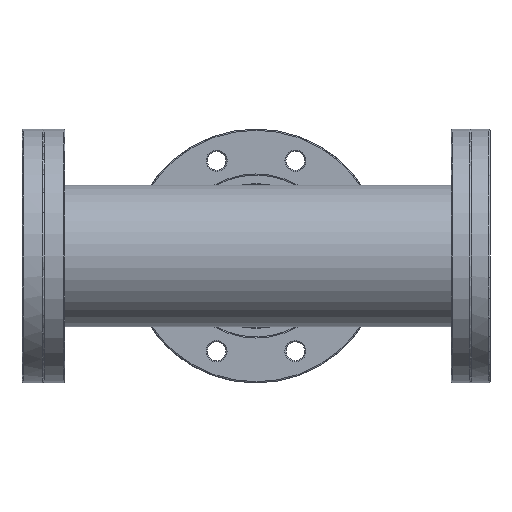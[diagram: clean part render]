
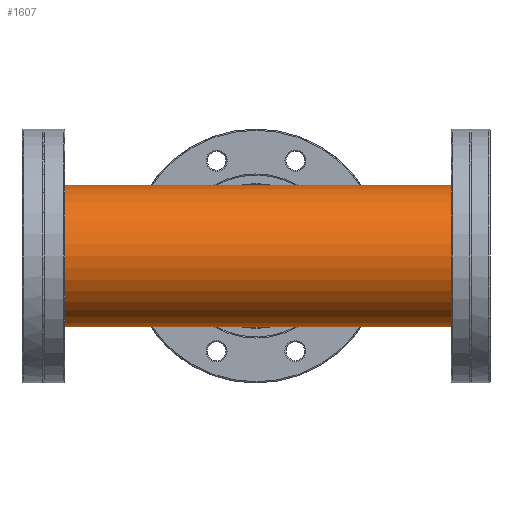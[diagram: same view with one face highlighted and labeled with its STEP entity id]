
A CAD part, front view. The second image highlights one B-rep face of the part: STEP entity #1607.
In plain terms, the highlighted cylindrical face has radius 31.75 mm (diameter 63.5 mm), a full revolution.
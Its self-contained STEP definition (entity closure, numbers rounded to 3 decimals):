
#188=FACE_BOUND('',#626,.T.);
#189=FACE_BOUND('',#627,.T.);
#315=CIRCLE('',#1743,31.75);
#316=CIRCLE('',#1745,31.75);
#454=CYLINDRICAL_SURFACE('',#1744,31.75);
#496=FACE_OUTER_BOUND('',#625,.T.);
#625=EDGE_LOOP('',(#1240));
#626=EDGE_LOOP('',(#1241,#1242));
#627=EDGE_LOOP('',(#1243));
#867=ELLIPSE('',#1736,45.614,31.75);
#869=ELLIPSE('',#1738,45.614,31.75);
#875=VERTEX_POINT('',#2732);
#876=VERTEX_POINT('',#2733);
#878=VERTEX_POINT('',#2793);
#879=VERTEX_POINT('',#2796);
#1038=EDGE_CURVE('',#876,#875,#867,.T.);
#1040=EDGE_CURVE('',#875,#876,#869,.T.);
#1042=EDGE_CURVE('',#878,#878,#315,.T.);
#1043=EDGE_CURVE('',#879,#879,#316,.T.);
#1240=ORIENTED_EDGE('',*,*,#1042,.T.);
#1241=ORIENTED_EDGE('',*,*,#1038,.F.);
#1242=ORIENTED_EDGE('',*,*,#1040,.F.);
#1243=ORIENTED_EDGE('',*,*,#1043,.F.);
#1607=ADVANCED_FACE('',(#496,#188,#189),#454,.T.);
#1736=AXIS2_PLACEMENT_3D('',#2735,#2025,#2026);
#1738=AXIS2_PLACEMENT_3D('',#2787,#2029,#2030);
#1743=AXIS2_PLACEMENT_3D('',#2794,#2039,#2040);
#1744=AXIS2_PLACEMENT_3D('',#2795,#2041,#2042);
#1745=AXIS2_PLACEMENT_3D('',#2797,#2043,#2044);
#2025=DIRECTION('center_axis',(-0.696,0.718,0.));
#2026=DIRECTION('ref_axis',(0.718,0.696,0.));
#2029=DIRECTION('center_axis',(0.696,0.718,0.));
#2030=DIRECTION('ref_axis',(-0.718,0.696,0.));
#2039=DIRECTION('center_axis',(1.,0.,0.));
#2040=DIRECTION('ref_axis',(0.,0.,-1.));
#2041=DIRECTION('center_axis',(1.,0.,0.));
#2042=DIRECTION('ref_axis',(0.,1.,0.));
#2043=DIRECTION('center_axis',(1.,0.,0.));
#2044=DIRECTION('ref_axis',(0.,0.,-1.));
#2732=CARTESIAN_POINT('',(0.,0.,-31.75));
#2733=CARTESIAN_POINT('',(0.,0.,31.75));
#2735=CARTESIAN_POINT('Origin',(0.,0.,0.));
#2787=CARTESIAN_POINT('Origin',(0.,0.,0.));
#2793=CARTESIAN_POINT('',(-95.12,31.75,0.));
#2794=CARTESIAN_POINT('Origin',(-95.12,0.,0.));
#2795=CARTESIAN_POINT('Origin',(0.,0.,0.));
#2796=CARTESIAN_POINT('',(95.12,31.75,0.));
#2797=CARTESIAN_POINT('Origin',(95.12,0.,0.));
